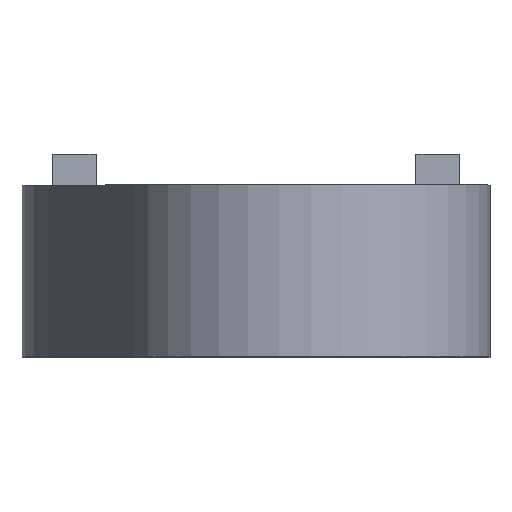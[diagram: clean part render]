
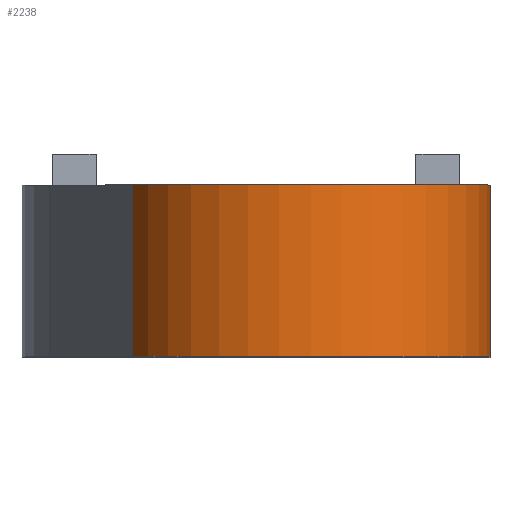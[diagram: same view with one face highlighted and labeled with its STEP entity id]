
A CAD part, top view. The second image highlights one B-rep face of the part: STEP entity #2238.
In plain terms, the highlighted cylindrical face has radius 12 mm (diameter 24 mm), a partial arc.
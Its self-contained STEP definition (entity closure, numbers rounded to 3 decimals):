
#23=CYLINDRICAL_SURFACE('',#2380,12.);
#44=CIRCLE('',#2326,12.);
#58=CIRCLE('',#2381,12.);
#155=FACE_OUTER_BOUND('',#275,.T.);
#275=EDGE_LOOP('',(#1946,#1947,#1948,#1949));
#551=LINE('',#3537,#842);
#572=LINE('',#3578,#863);
#842=VECTOR('',#2869,10.);
#863=VECTOR('',#2922,10.);
#1013=VERTEX_POINT('',#3355);
#1019=VERTEX_POINT('',#3367);
#1076=VERTEX_POINT('',#3536);
#1080=VERTEX_POINT('',#3576);
#1278=EDGE_CURVE('',#1019,#1013,#44,.T.);
#1363=EDGE_CURVE('',#1013,#1076,#551,.T.);
#1386=EDGE_CURVE('',#1019,#1080,#572,.T.);
#1387=EDGE_CURVE('',#1076,#1080,#58,.T.);
#1946=ORIENTED_EDGE('',*,*,#1278,.F.);
#1947=ORIENTED_EDGE('',*,*,#1386,.T.);
#1948=ORIENTED_EDGE('',*,*,#1387,.F.);
#1949=ORIENTED_EDGE('',*,*,#1363,.F.);
#2238=ADVANCED_FACE('',(#155),#23,.T.);
#2326=AXIS2_PLACEMENT_3D('',#3369,#2720,#2721);
#2380=AXIS2_PLACEMENT_3D('',#3579,#2923,#2924);
#2381=AXIS2_PLACEMENT_3D('',#3580,#2925,#2926);
#2720=DIRECTION('center_axis',(0.,1.,0.));
#2721=DIRECTION('ref_axis',(-0.911,0.,0.412));
#2869=DIRECTION('',(0.,-1.,0.));
#2922=DIRECTION('',(0.,-1.,0.));
#2923=DIRECTION('center_axis',(0.,-1.,0.));
#2924=DIRECTION('ref_axis',(-0.911,0.,0.412));
#2925=DIRECTION('center_axis',(0.,-1.,0.));
#2926=DIRECTION('ref_axis',(-0.911,0.,0.412));
#3355=CARTESIAN_POINT('',(30.,-8.,45.));
#3367=CARTESIAN_POINT('',(7.065,-8.,49.942));
#3369=CARTESIAN_POINT('Origin',(18.,-8.,45.));
#3536=CARTESIAN_POINT('',(30.,-19.,45.));
#3537=CARTESIAN_POINT('',(30.,-8.,45.));
#3576=CARTESIAN_POINT('',(7.065,-19.,49.942));
#3578=CARTESIAN_POINT('',(7.065,-8.,49.942));
#3579=CARTESIAN_POINT('Origin',(18.,-8.,45.));
#3580=CARTESIAN_POINT('Origin',(18.,-19.,45.));
